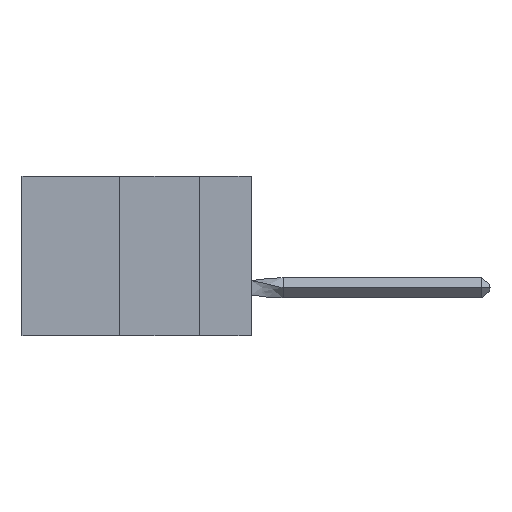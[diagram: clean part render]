
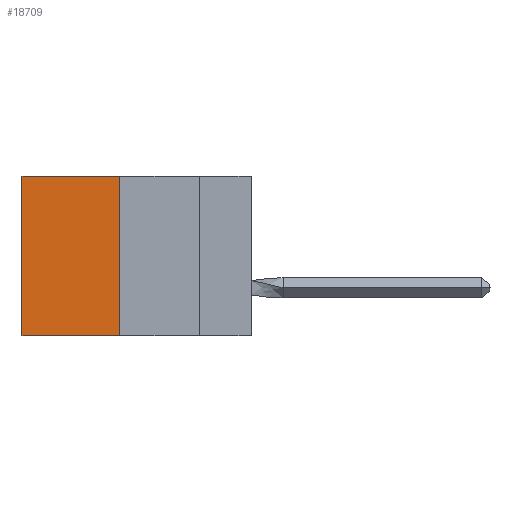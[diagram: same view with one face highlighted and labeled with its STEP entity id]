
A CAD part, left-side view. The second image highlights one B-rep face of the part: STEP entity #18709.
In plain terms, the highlighted planar face has unit normal (-1, 0, 0).
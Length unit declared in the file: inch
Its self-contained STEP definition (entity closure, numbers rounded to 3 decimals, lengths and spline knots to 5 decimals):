
#87 = CARTESIAN_POINT ( 'NONE',  ( 0.305, 0.72, -0.5 ) ) ;
#94 = CARTESIAN_POINT ( 'NONE',  ( 0.305, 0.72, -0.5 ) ) ;
#325 = VECTOR ( 'NONE', #11359, 39.37008 ) ;
#390 = VERTEX_POINT ( 'NONE', #9877 ) ;
#692 = ORIENTED_EDGE ( 'NONE', *, *, #13880, .T. ) ;
#823 = ORIENTED_EDGE ( 'NONE', *, *, #16507, .F. ) ;
#1161 = EDGE_LOOP ( 'NONE', ( #692, #823, #11441, #10072 ) ) ;
#2318 = DIRECTION ( 'NONE',  ( 0., 0., -1. ) ) ;
#3302 = LINE ( 'NONE', #10230, #18262 ) ;
#3430 = FACE_OUTER_BOUND ( 'NONE', #1161, .T. ) ;
#3626 = LINE ( 'NONE', #87, #18800 ) ;
#3952 = LINE ( 'NONE', #9691, #6221 ) ;
#4106 = CARTESIAN_POINT ( 'NONE',  ( 0.305, 0.413, -0.5 ) ) ;
#6221 = VECTOR ( 'NONE', #2318, 39.37008 ) ;
#8344 = PLANE ( 'NONE',  #16893 ) ;
#9637 = VERTEX_POINT ( 'NONE', #14455 ) ;
#9691 = CARTESIAN_POINT ( 'NONE',  ( 0.305, 0.413, -0.5 ) ) ;
#9711 = DIRECTION ( 'NONE',  ( 1., 0., 0. ) ) ;
#9877 = CARTESIAN_POINT ( 'NONE',  ( 0.305, 0.413, 0. ) ) ;
#9905 = CARTESIAN_POINT ( 'NONE',  ( 0.305, 0.413, 0. ) ) ;
#9971 = VERTEX_POINT ( 'NONE', #15013 ) ;
#10072 = ORIENTED_EDGE ( 'NONE', *, *, #10711, .T. ) ;
#10230 = CARTESIAN_POINT ( 'NONE',  ( 0.305, 0.413, -0.5 ) ) ;
#10369 = DIRECTION ( 'NONE',  ( 0., 0., -1. ) ) ;
#10711 = EDGE_CURVE ( 'NONE', #390, #9637, #13279, .T. ) ;
#11127 = EDGE_CURVE ( 'NONE', #390, #9971, #3952, .T. ) ;
#11359 = DIRECTION ( 'NONE',  ( 0., 1., 0. ) ) ;
#11441 = ORIENTED_EDGE ( 'NONE', *, *, #11127, .F. ) ;
#13279 = LINE ( 'NONE', #9905, #325 ) ;
#13880 = EDGE_CURVE ( 'NONE', #9637, #17739, #3626, .T. ) ;
#14455 = CARTESIAN_POINT ( 'NONE',  ( 0.305, 0.72, 0. ) ) ;
#14782 = DIRECTION ( 'NONE',  ( 0., 1., 0. ) ) ;
#15013 = CARTESIAN_POINT ( 'NONE',  ( 0.305, 0.413, -0.5 ) ) ;
#16507 = EDGE_CURVE ( 'NONE', #9971, #17739, #3302, .T. ) ;
#16893 = AXIS2_PLACEMENT_3D ( 'NONE', #4106, #9711, #17162 ) ;
#17162 = DIRECTION ( 'NONE',  ( 0., 0., -1. ) ) ;
#17739 = VERTEX_POINT ( 'NONE', #94 ) ;
#18262 = VECTOR ( 'NONE', #14782, 39.37008 ) ;
#18709 = ADVANCED_FACE ( 'NONE', ( #3430 ), #8344, .F. ) ;
#18800 = VECTOR ( 'NONE', #10369, 39.37008 ) ;
